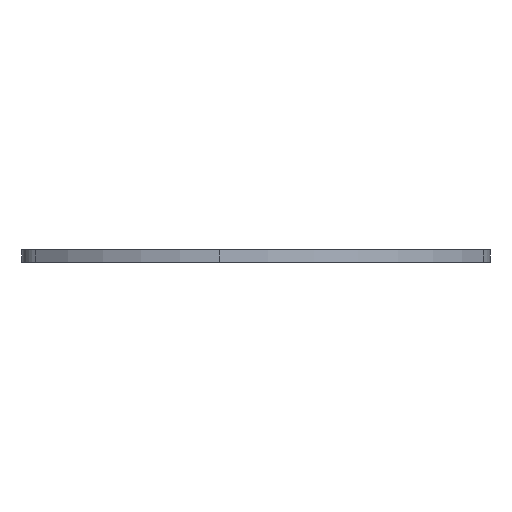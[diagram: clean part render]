
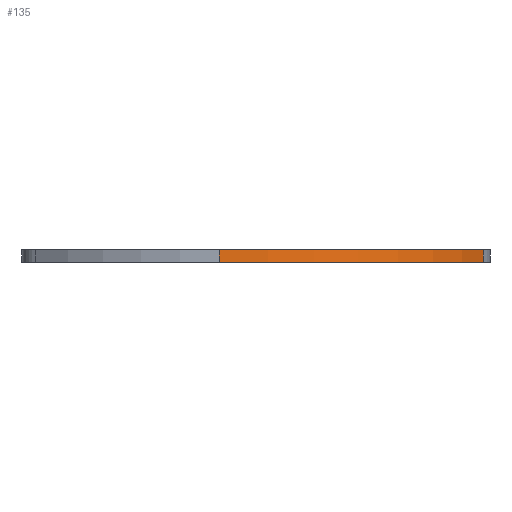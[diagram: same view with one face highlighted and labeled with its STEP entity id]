
A CAD part, left-side view. The second image highlights one B-rep face of the part: STEP entity #135.
In plain terms, the highlighted cylindrical face has radius 147 mm (diameter 294 mm), a partial arc.
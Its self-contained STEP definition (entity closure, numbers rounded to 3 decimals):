
#135 = ADVANCED_FACE ( 'NONE', ( #7350 ), #8770, .T. ) ;
#462 = VERTEX_POINT ( 'NONE', #9036 ) ;
#867 = AXIS2_PLACEMENT_3D ( 'NONE', #1942, #6882, #2659 ) ;
#1217 = ORIENTED_EDGE ( 'NONE', *, *, #3810, .F. ) ;
#1624 = AXIS2_PLACEMENT_3D ( 'NONE', #7338, #7304, #3105 ) ;
#1877 = DIRECTION ( 'NONE',  ( 0., 0., 1. ) ) ;
#1942 = CARTESIAN_POINT ( 'NONE',  ( 0., 0., 0. ) ) ;
#2035 = ORIENTED_EDGE ( 'NONE', *, *, #6366, .F. ) ;
#2333 = VECTOR ( 'NONE', #5540, 1000. ) ;
#2659 = DIRECTION ( 'NONE',  ( 1., 0., 0. ) ) ;
#2692 = DIRECTION ( 'NONE',  ( 0., 0., -1. ) ) ;
#2878 = EDGE_CURVE ( 'NONE', #462, #5814, #8156, .T. ) ;
#3105 = DIRECTION ( 'NONE',  ( -1., 0., 0. ) ) ;
#3595 = VERTEX_POINT ( 'NONE', #3698 ) ;
#3698 = CARTESIAN_POINT ( 'NONE',  ( -54.224, -136.634, 6.35 ) ) ;
#3810 = EDGE_CURVE ( 'NONE', #462, #3595, #7221, .T. ) ;
#4100 = CARTESIAN_POINT ( 'NONE',  ( -147., 0., 6.35 ) ) ;
#4171 = EDGE_LOOP ( 'NONE', ( #1217, #7439, #8781, #2035 ) ) ;
#4187 = LINE ( 'NONE', #8329, #2333 ) ;
#4412 = VECTOR ( 'NONE', #2692, 1000. ) ;
#4759 = AXIS2_PLACEMENT_3D ( 'NONE', #6099, #1877, #6807 ) ;
#5027 = CARTESIAN_POINT ( 'NONE',  ( -54.224, -136.634, 0. ) ) ;
#5059 = CARTESIAN_POINT ( 'NONE',  ( -147., 0., 0. ) ) ;
#5394 = VERTEX_POINT ( 'NONE', #5027 ) ;
#5540 = DIRECTION ( 'NONE',  ( 0., 0., -1. ) ) ;
#5814 = VERTEX_POINT ( 'NONE', #5059 ) ;
#6099 = CARTESIAN_POINT ( 'NONE',  ( 0., 0., 6.35 ) ) ;
#6366 = EDGE_CURVE ( 'NONE', #3595, #5394, #4187, .T. ) ;
#6782 = CIRCLE ( 'NONE', #867, 147. ) ;
#6807 = DIRECTION ( 'NONE',  ( 1., 0., 0. ) ) ;
#6882 = DIRECTION ( 'NONE',  ( 0., 0., 1. ) ) ;
#7221 = CIRCLE ( 'NONE', #4759, 147. ) ;
#7304 = DIRECTION ( 'NONE',  ( 0., 0., -1. ) ) ;
#7338 = CARTESIAN_POINT ( 'NONE',  ( 0., 0., 6.35 ) ) ;
#7350 = FACE_OUTER_BOUND ( 'NONE', #4171, .T. ) ;
#7439 = ORIENTED_EDGE ( 'NONE', *, *, #2878, .T. ) ;
#7848 = EDGE_CURVE ( 'NONE', #5814, #5394, #6782, .T. ) ;
#8156 = LINE ( 'NONE', #4100, #4412 ) ;
#8329 = CARTESIAN_POINT ( 'NONE',  ( -54.224, -136.634, 6.35 ) ) ;
#8770 = CYLINDRICAL_SURFACE ( 'NONE', #1624, 147. ) ;
#8781 = ORIENTED_EDGE ( 'NONE', *, *, #7848, .T. ) ;
#9036 = CARTESIAN_POINT ( 'NONE',  ( -147., 0., 6.35 ) ) ;
